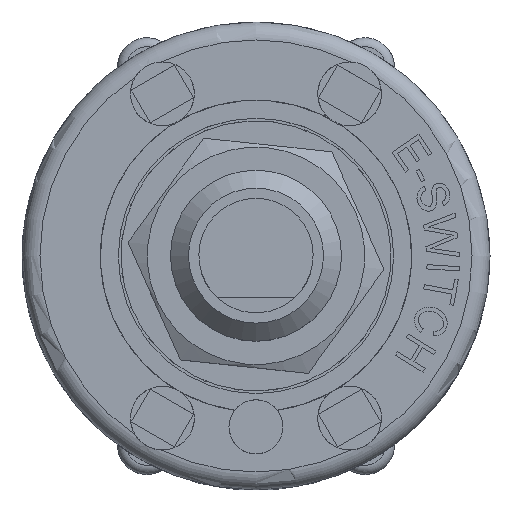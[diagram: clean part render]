
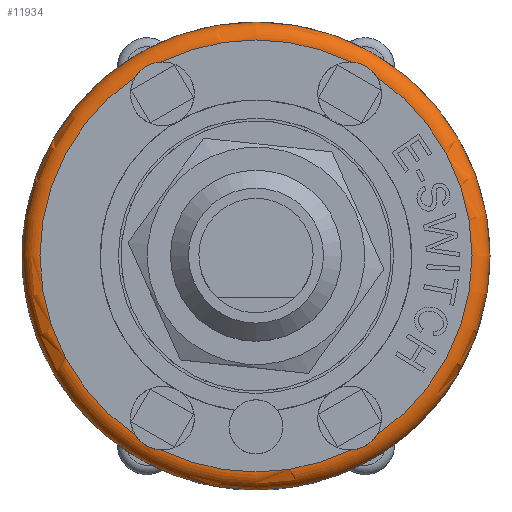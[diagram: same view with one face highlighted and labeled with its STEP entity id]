
A CAD part, top view. The second image highlights one B-rep face of the part: STEP entity #11934.
In plain terms, the highlighted toroidal (fillet/blend) face has major radius 12 mm and minor radius 1 mm.
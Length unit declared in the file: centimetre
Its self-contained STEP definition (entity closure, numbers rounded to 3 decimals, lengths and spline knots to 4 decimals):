
#28=TOROIDAL_SURFACE('',#12521,1.2,0.1);
#655=B_SPLINE_CURVE_WITH_KNOTS('',3,(#20716,#20717,#20718,#20719,#20720,
#20721,#20722,#20723,#20724,#20725,#20726,#20727),.UNSPECIFIED.,.F.,.F.,
(4,2,2,2,2,4),(-0.2692,-0.2446,-0.216,
-0.1921,-0.1645,-0.1357),.UNSPECIFIED.);
#656=B_SPLINE_CURVE_WITH_KNOTS('',3,(#20739,#20740,#20741,#20742,#20743,
#20744,#20745,#20746,#20747,#20748,#20749,#20750),.UNSPECIFIED.,.F.,.F.,
(4,2,2,2,2,4),(-0.2692,-0.2446,-0.216,
-0.1921,-0.1645,-0.1357),.UNSPECIFIED.);
#657=B_SPLINE_CURVE_WITH_KNOTS('',3,(#20767,#20768,#20769,#20770,#20771,
#20772,#20773,#20774,#20775,#20776,#20777,#20778),.UNSPECIFIED.,.F.,.F.,
(4,2,2,2,2,4),(-0.2692,-0.2446,-0.216,
-0.1921,-0.1645,-0.1357),.UNSPECIFIED.);
#658=B_SPLINE_CURVE_WITH_KNOTS('',3,(#20800,#20801,#20802,#20803,#20804,
#20805,#20806,#20807,#20808,#20809,#20810,#20811),.UNSPECIFIED.,.F.,.F.,
(4,2,2,2,2,4),(-0.2692,-0.2446,-0.216,
-0.1921,-0.1645,-0.1357),.UNSPECIFIED.);
#1671=FACE_OUTER_BOUND('',#2390,.T.);
#2390=EDGE_LOOP('',(#10948,#10949,#10950,#10951,#10952,#10953,#10954,#10955,
#10956,#10957,#10958,#10959));
#4986=CIRCLE('',#12474,1.3);
#5013=CIRCLE('',#12522,0.1);
#5014=CIRCLE('',#12523,1.2);
#5015=CIRCLE('',#12524,1.2);
#5016=CIRCLE('',#12525,1.2);
#5017=CIRCLE('',#12526,1.2);
#5018=CIRCLE('',#12527,1.2);
#6089=VERTEX_POINT('',#20678);
#6097=VERTEX_POINT('',#20714);
#6098=VERTEX_POINT('',#20715);
#6101=VERTEX_POINT('',#20737);
#6102=VERTEX_POINT('',#20738);
#6107=VERTEX_POINT('',#20765);
#6108=VERTEX_POINT('',#20766);
#6115=VERTEX_POINT('',#20798);
#6116=VERTEX_POINT('',#20799);
#6119=VERTEX_POINT('',#20821);
#7746=EDGE_CURVE('',#6089,#6089,#4986,.T.);
#7764=EDGE_CURVE('',#6097,#6098,#655,.T.);
#7770=EDGE_CURVE('',#6101,#6102,#656,.T.);
#7778=EDGE_CURVE('',#6107,#6108,#657,.T.);
#7788=EDGE_CURVE('',#6115,#6116,#658,.T.);
#7794=EDGE_CURVE('',#6089,#6119,#5013,.T.);
#7795=EDGE_CURVE('',#6119,#6107,#5014,.T.);
#7796=EDGE_CURVE('',#6108,#6101,#5015,.T.);
#7797=EDGE_CURVE('',#6102,#6097,#5016,.T.);
#7798=EDGE_CURVE('',#6098,#6115,#5017,.T.);
#7799=EDGE_CURVE('',#6116,#6119,#5018,.T.);
#10948=ORIENTED_EDGE('',*,*,#7746,.T.);
#10949=ORIENTED_EDGE('',*,*,#7794,.T.);
#10950=ORIENTED_EDGE('',*,*,#7795,.T.);
#10951=ORIENTED_EDGE('',*,*,#7778,.T.);
#10952=ORIENTED_EDGE('',*,*,#7796,.T.);
#10953=ORIENTED_EDGE('',*,*,#7770,.T.);
#10954=ORIENTED_EDGE('',*,*,#7797,.T.);
#10955=ORIENTED_EDGE('',*,*,#7764,.T.);
#10956=ORIENTED_EDGE('',*,*,#7798,.T.);
#10957=ORIENTED_EDGE('',*,*,#7788,.T.);
#10958=ORIENTED_EDGE('',*,*,#7799,.T.);
#10959=ORIENTED_EDGE('',*,*,#7794,.F.);
#11934=ADVANCED_FACE('',(#1671),#28,.T.);
#12474=AXIS2_PLACEMENT_3D('',#20679,#14708,#14709);
#12521=AXIS2_PLACEMENT_3D('',#20820,#14819,#14820);
#12522=AXIS2_PLACEMENT_3D('',#20822,#14821,#14822);
#12523=AXIS2_PLACEMENT_3D('',#20823,#14823,#14824);
#12524=AXIS2_PLACEMENT_3D('',#20824,#14825,#14826);
#12525=AXIS2_PLACEMENT_3D('',#20825,#14827,#14828);
#12526=AXIS2_PLACEMENT_3D('',#20826,#14829,#14830);
#12527=AXIS2_PLACEMENT_3D('',#20827,#14831,#14832);
#14708=DIRECTION('center_axis',(0.,0.,1.));
#14709=DIRECTION('ref_axis',(-1.,0.,0.));
#14819=DIRECTION('center_axis',(0.,0.,-1.));
#14820=DIRECTION('ref_axis',(-1.,0.,0.));
#14821=DIRECTION('center_axis',(0.,-1.,0.));
#14822=DIRECTION('ref_axis',(1.,0.,0.));
#14823=DIRECTION('center_axis',(0.,0.,-1.));
#14824=DIRECTION('ref_axis',(-1.,0.,0.));
#14825=DIRECTION('center_axis',(0.,0.,-1.));
#14826=DIRECTION('ref_axis',(-1.,0.,0.));
#14827=DIRECTION('center_axis',(0.,0.,-1.));
#14828=DIRECTION('ref_axis',(-1.,0.,0.));
#14829=DIRECTION('center_axis',(0.,0.,-1.));
#14830=DIRECTION('ref_axis',(-1.,0.,0.));
#14831=DIRECTION('center_axis',(0.,0.,-1.));
#14832=DIRECTION('ref_axis',(-1.,0.,0.));
#20678=CARTESIAN_POINT('',(1.3,0.,0.95));
#20679=CARTESIAN_POINT('Origin',(0.,0.,0.95));
#20714=CARTESIAN_POINT('',(-0.67,0.9955,1.05));
#20715=CARTESIAN_POINT('',(-0.5271,1.078,1.05));
#20716=CARTESIAN_POINT('Ctrl Pts',(-0.67,0.9955,
1.05));
#20717=CARTESIAN_POINT('Ctrl Pts',(-0.6646,1.0041,
1.05));
#20718=CARTESIAN_POINT('Ctrl Pts',(-0.6583,1.0124,
1.0498));
#20719=CARTESIAN_POINT('Ctrl Pts',(-0.6428,1.0294,
1.0491));
#20720=CARTESIAN_POINT('Ctrl Pts',(-0.6335,1.0377,
1.0488));
#20721=CARTESIAN_POINT('Ctrl Pts',(-0.615,1.051,1.0484));
#20722=CARTESIAN_POINT('Ctrl Pts',(-0.6061,1.0563,
1.0484));
#20723=CARTESIAN_POINT('Ctrl Pts',(-0.5859,1.0659,1.0487));
#20724=CARTESIAN_POINT('Ctrl Pts',(-0.5747,1.07,1.049));
#20725=CARTESIAN_POINT('Ctrl Pts',(-0.551,1.0759,1.0497));
#20726=CARTESIAN_POINT('Ctrl Pts',(-0.539,1.0775,
1.05));
#20727=CARTESIAN_POINT('Ctrl Pts',(-0.5271,1.078,
1.05));
#20737=CARTESIAN_POINT('',(-0.5271,-1.078,1.05));
#20738=CARTESIAN_POINT('',(-0.67,-0.9955,1.05));
#20739=CARTESIAN_POINT('Ctrl Pts',(-0.5271,-1.078,
1.05));
#20740=CARTESIAN_POINT('Ctrl Pts',(-0.5373,-1.0776,
1.05));
#20741=CARTESIAN_POINT('Ctrl Pts',(-0.5476,-1.0763,
1.0498));
#20742=CARTESIAN_POINT('Ctrl Pts',(-0.5701,-1.0714,1.0491));
#20743=CARTESIAN_POINT('Ctrl Pts',(-0.5819,-1.0675,
1.0488));
#20744=CARTESIAN_POINT('Ctrl Pts',(-0.6027,-1.0581,
1.0484));
#20745=CARTESIAN_POINT('Ctrl Pts',(-0.6117,-1.053,
1.0484));
#20746=CARTESIAN_POINT('Ctrl Pts',(-0.6301,-1.0404,
1.0487));
#20747=CARTESIAN_POINT('Ctrl Pts',(-0.6393,-1.0327,
1.049));
#20748=CARTESIAN_POINT('Ctrl Pts',(-0.6562,-1.0151,
1.0497));
#20749=CARTESIAN_POINT('Ctrl Pts',(-0.6637,-1.0055,
1.05));
#20750=CARTESIAN_POINT('Ctrl Pts',(-0.67,-0.9955,
1.05));
#20765=CARTESIAN_POINT('',(0.67,-0.9955,1.05));
#20766=CARTESIAN_POINT('',(0.5271,-1.078,1.05));
#20767=CARTESIAN_POINT('Ctrl Pts',(0.67,-0.9955,
1.05));
#20768=CARTESIAN_POINT('Ctrl Pts',(0.6646,-1.0041,
1.05));
#20769=CARTESIAN_POINT('Ctrl Pts',(0.6583,-1.0124,
1.0498));
#20770=CARTESIAN_POINT('Ctrl Pts',(0.6428,-1.0294,
1.0491));
#20771=CARTESIAN_POINT('Ctrl Pts',(0.6335,-1.0377,
1.0488));
#20772=CARTESIAN_POINT('Ctrl Pts',(0.615,-1.051,
1.0484));
#20773=CARTESIAN_POINT('Ctrl Pts',(0.6061,-1.0563,
1.0484));
#20774=CARTESIAN_POINT('Ctrl Pts',(0.5859,-1.0659,1.0487));
#20775=CARTESIAN_POINT('Ctrl Pts',(0.5747,-1.07,1.049));
#20776=CARTESIAN_POINT('Ctrl Pts',(0.551,-1.0759,
1.0497));
#20777=CARTESIAN_POINT('Ctrl Pts',(0.539,-1.0775,
1.05));
#20778=CARTESIAN_POINT('Ctrl Pts',(0.5271,-1.078,
1.05));
#20798=CARTESIAN_POINT('',(0.5271,1.078,1.05));
#20799=CARTESIAN_POINT('',(0.67,0.9955,1.05));
#20800=CARTESIAN_POINT('Ctrl Pts',(0.5271,1.078,1.05));
#20801=CARTESIAN_POINT('Ctrl Pts',(0.5373,1.0776,1.05));
#20802=CARTESIAN_POINT('Ctrl Pts',(0.5476,1.0763,1.0498));
#20803=CARTESIAN_POINT('Ctrl Pts',(0.5701,1.0714,1.0491));
#20804=CARTESIAN_POINT('Ctrl Pts',(0.5819,1.0675,1.0488));
#20805=CARTESIAN_POINT('Ctrl Pts',(0.6027,1.0581,1.0484));
#20806=CARTESIAN_POINT('Ctrl Pts',(0.6117,1.053,1.0484));
#20807=CARTESIAN_POINT('Ctrl Pts',(0.6301,1.0404,1.0487));
#20808=CARTESIAN_POINT('Ctrl Pts',(0.6393,1.0327,1.049));
#20809=CARTESIAN_POINT('Ctrl Pts',(0.6562,1.0151,1.0497));
#20810=CARTESIAN_POINT('Ctrl Pts',(0.6637,1.0055,1.05));
#20811=CARTESIAN_POINT('Ctrl Pts',(0.67,0.9955,
1.05));
#20820=CARTESIAN_POINT('Origin',(0.,0.,0.95));
#20821=CARTESIAN_POINT('',(1.2,0.,1.05));
#20822=CARTESIAN_POINT('Origin',(1.2,0.,0.95));
#20823=CARTESIAN_POINT('Origin',(0.,0.,1.05));
#20824=CARTESIAN_POINT('Origin',(0.,0.,1.05));
#20825=CARTESIAN_POINT('Origin',(0.,0.,1.05));
#20826=CARTESIAN_POINT('Origin',(0.,0.,1.05));
#20827=CARTESIAN_POINT('Origin',(0.,0.,1.05));
